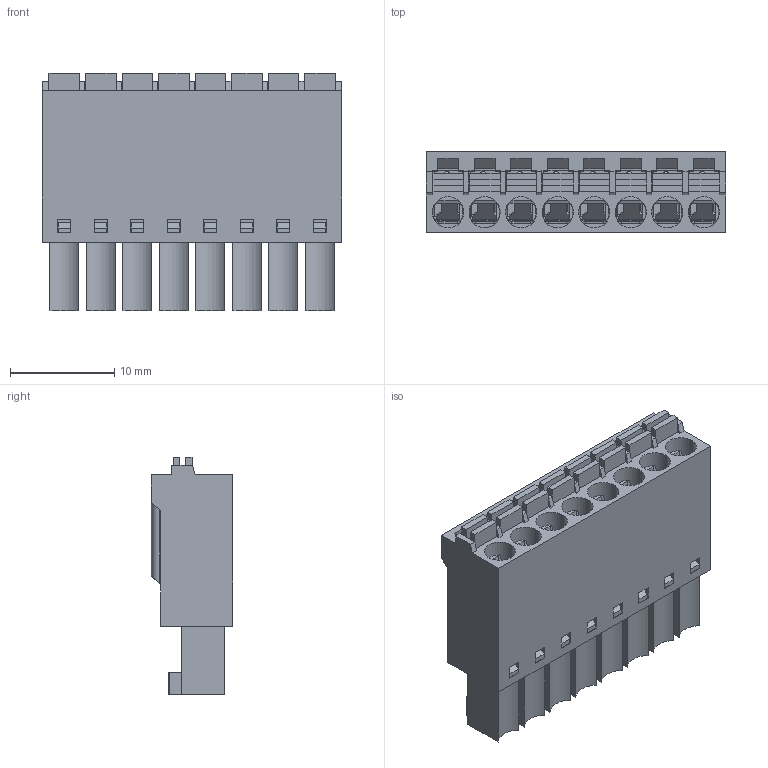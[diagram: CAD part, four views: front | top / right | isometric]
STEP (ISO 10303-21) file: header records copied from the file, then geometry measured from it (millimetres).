
FILE_DESCRIPTION(/* description */ ('Unknown'),/* implementation_level */ '2;1');
FILE_NAME(/* name */ '691304100008',/* time_stamp */ '2018-09-14T13:18:04+02:00',/* author */ ('Unknown'),/* organization */ ('Unknown'),/* preprocessor_version */ 'ST-DEVELOPER v16.7',/* originating_system */ 'DEX',/* authorisation */ $);
FILE_SCHEMA (('AUTOMOTIVE_DESIGN {1 0 10303 214 3 1 1}'));
Length unit declared in the file: millimetre
Products named in the file (6): 6913041000xx; 691304100008; 691304100008_Bas; 6913041000xx_Levier; 6913041000xx_Pin; 6913041000xx_Lamelle
Assembly tree (26 placements, depth 2):
  6913041000xx
    691304100008
    691304100008_Bas
    6913041000xx_Levier  x8
    6913041000xx_Pin  x8
    6913041000xx_Lamelle  x8
Bounding box: 28.7 x 7.8 x 22.8 mm (x, y, z)
Volume: 2249.2 mm3; surface area: 8366.4 mm2
Topology: 26 solids, 26 shells, 2292 faces, 6456 edges, 4216 vertices
Faces by surface type: plane 1788, cylinder 464, cone 40
Full cylindrical faces by diameter (mm): 1.2 x8
Entity records: 41168 total; most frequent: CARTESIAN_POINT 7633, ORIENTED_EDGE 7234, DIRECTION 6507, EDGE_CURVE 3617, LINE 3159, VECTOR 3159, VERTEX_POINT 2408, AXIS2_PLACEMENT_3D 1674
